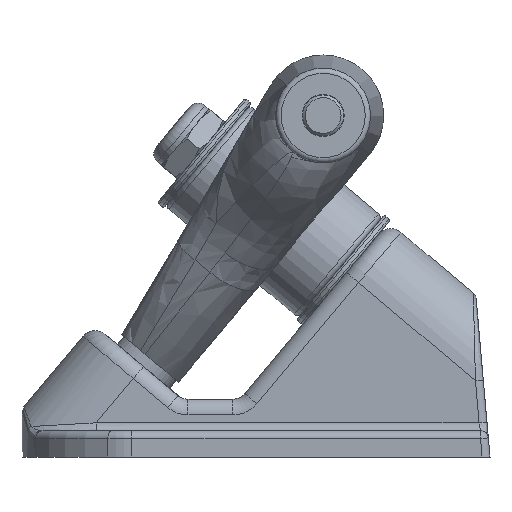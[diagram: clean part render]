
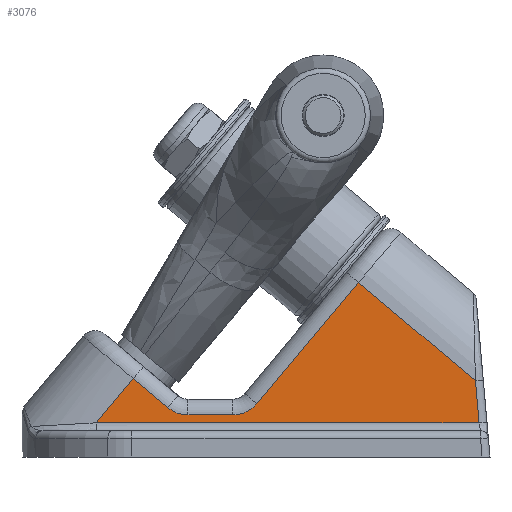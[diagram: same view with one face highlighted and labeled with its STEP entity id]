
A CAD part, left-side view. The second image highlights one B-rep face of the part: STEP entity #3076.
In plain terms, the highlighted planar face has unit normal (-1, 0, 0).
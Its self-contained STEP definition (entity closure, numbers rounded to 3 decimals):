
#221=LINE('',#5245,#350);
#226=LINE('',#5352,#355);
#233=LINE('',#5400,#362);
#235=LINE('',#5406,#364);
#236=LINE('',#5408,#365);
#237=LINE('',#5412,#366);
#238=LINE('',#5415,#367);
#350=VECTOR('',#4073,10.);
#355=VECTOR('',#4090,10.);
#362=VECTOR('',#4119,10.);
#364=VECTOR('',#4125,10.);
#365=VECTOR('',#4126,10.);
#366=VECTOR('',#4129,10.);
#367=VECTOR('',#4132,10.);
#504=PLANE('',#3519);
#803=FACE_OUTER_BOUND('',#1015,.T.);
#1015=EDGE_LOOP('',(#2343,#2344,#2345,#2346,#2347,#2348,#2349,#2350,#2351));
#1303=CIRCLE('',#3520,6.);
#1304=CIRCLE('',#3521,6.);
#1492=VERTEX_POINT('',#5093);
#1515=VERTEX_POINT('',#5243);
#1518=VERTEX_POINT('',#5348);
#1524=VERTEX_POINT('',#5399);
#1526=VERTEX_POINT('',#5405);
#1527=VERTEX_POINT('',#5407);
#1528=VERTEX_POINT('',#5409);
#1529=VERTEX_POINT('',#5411);
#1530=VERTEX_POINT('',#5413);
#1829=EDGE_CURVE('',#1515,#1492,#221,.T.);
#1840=EDGE_CURVE('',#1492,#1518,#226,.T.);
#1852=EDGE_CURVE('',#1518,#1524,#233,.T.);
#1855=EDGE_CURVE('',#1526,#1515,#235,.T.);
#1856=EDGE_CURVE('',#1527,#1526,#236,.T.);
#1857=EDGE_CURVE('',#1528,#1527,#1303,.T.);
#1858=EDGE_CURVE('',#1529,#1528,#237,.T.);
#1859=EDGE_CURVE('',#1530,#1529,#1304,.T.);
#1860=EDGE_CURVE('',#1524,#1530,#238,.T.);
#2343=ORIENTED_EDGE('',*,*,#1840,.F.);
#2344=ORIENTED_EDGE('',*,*,#1829,.F.);
#2345=ORIENTED_EDGE('',*,*,#1855,.F.);
#2346=ORIENTED_EDGE('',*,*,#1856,.F.);
#2347=ORIENTED_EDGE('',*,*,#1857,.F.);
#2348=ORIENTED_EDGE('',*,*,#1858,.F.);
#2349=ORIENTED_EDGE('',*,*,#1859,.F.);
#2350=ORIENTED_EDGE('',*,*,#1860,.F.);
#2351=ORIENTED_EDGE('',*,*,#1852,.F.);
#3076=ADVANCED_FACE('',(#803),#504,.T.);
#3519=AXIS2_PLACEMENT_3D('',#5404,#4123,#4124);
#3520=AXIS2_PLACEMENT_3D('',#5410,#4127,#4128);
#3521=AXIS2_PLACEMENT_3D('',#5414,#4130,#4131);
#4073=DIRECTION('',(0.,-0.087,-0.996));
#4090=DIRECTION('',(0.,1.,0.));
#4119=DIRECTION('',(0.,-0.643,0.766));
#4123=DIRECTION('center_axis',(-1.,0.,0.));
#4124=DIRECTION('ref_axis',(0.,0.,1.));
#4125=DIRECTION('',(0.,-0.766,-0.643));
#4126=DIRECTION('',(0.,-0.643,0.766));
#4127=DIRECTION('center_axis',(-1.,0.,0.));
#4128=DIRECTION('ref_axis',(0.,-0.423,-0.906));
#4129=DIRECTION('',(0.,-1.,0.));
#4130=DIRECTION('center_axis',(-1.,0.,0.));
#4131=DIRECTION('ref_axis',(0.,0.342,-0.94));
#4132=DIRECTION('',(0.,-0.766,-0.643));
#5093=CARTESIAN_POINT('',(-12.5,1.637,6.5));
#5243=CARTESIAN_POINT('',(-12.5,2.338,14.511));
#5245=CARTESIAN_POINT('',(-12.5,1.919,9.723));
#5348=CARTESIAN_POINT('',(-12.5,74.399,6.5));
#5352=CARTESIAN_POINT('',(-12.5,38.932,6.5));
#5399=CARTESIAN_POINT('',(-12.5,67.356,14.894));
#5400=CARTESIAN_POINT('',(-12.5,67.297,14.964));
#5404=CARTESIAN_POINT('Origin',(-12.5,40.679,16.241));
#5405=CARTESIAN_POINT('',(-12.5,24.549,33.148));
#5406=CARTESIAN_POINT('',(-12.5,26.268,34.591));
#5407=CARTESIAN_POINT('',(-12.5,43.852,10.143));
#5408=CARTESIAN_POINT('',(-12.5,42.144,12.178));
#5409=CARTESIAN_POINT('',(-12.5,48.448,8.));
#5410=CARTESIAN_POINT('Origin',(-12.5,48.448,14.));
#5411=CARTESIAN_POINT('',(-12.5,56.957,8.));
#5412=CARTESIAN_POINT('',(-12.5,49.364,8.));
#5413=CARTESIAN_POINT('',(-12.5,60.814,9.404));
#5414=CARTESIAN_POINT('Origin',(-12.5,56.957,14.));
#5415=CARTESIAN_POINT('',(-12.5,64.648,12.621));
